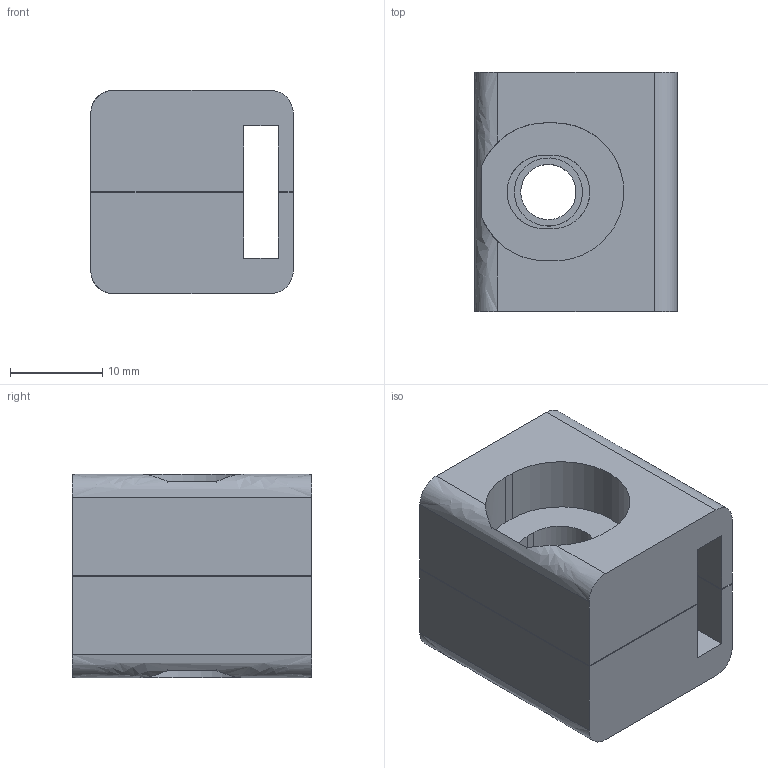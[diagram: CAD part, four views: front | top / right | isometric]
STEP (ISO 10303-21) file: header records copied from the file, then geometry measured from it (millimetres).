
FILE_DESCRIPTION((''),'2;1');
FILE_NAME('','2005-07-15T09:49:23',(''),(''),'','CADfix','');
FILE_SCHEMA(('AUTOMOTIVE_DESIGN'));
Length unit declared in the file: millimetre
Products named in the file (3): guide; nat; TEA_1121_U71_N_28130_36
Assembly tree (3 placements, depth 2):
  TEA_1121_U71_N_28130_36
    guide  x2
    nat
Bounding box: 22 x 26 x 22.1 mm (x, y, z)
Volume: 8453.5 mm3; surface area: 6218.1 mm2
Topology: 3 solids, 3 shells, 75 faces, 214 edges, 150 vertices
Faces by surface type: bspline 75
Entity records: 1708 total; most frequent: CARTESIAN_POINT 875, ORIENTED_EDGE 262, EDGE_CURVE 131, VERTEX_POINT 92, QUASI_UNIFORM_CURVE 69, EDGE_LOOP 53, FACE_OUTER_BOUND 46, ADVANCED_FACE 46
